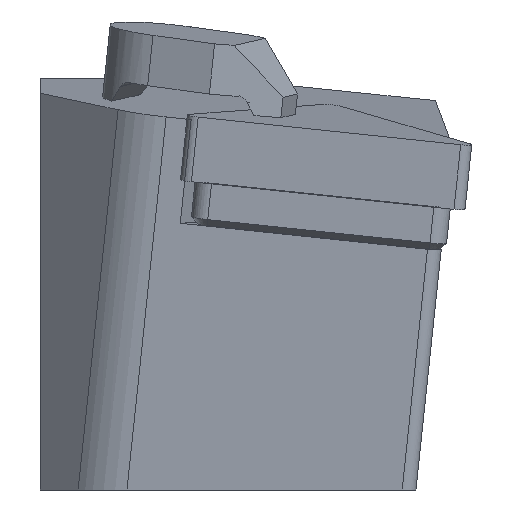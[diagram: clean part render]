
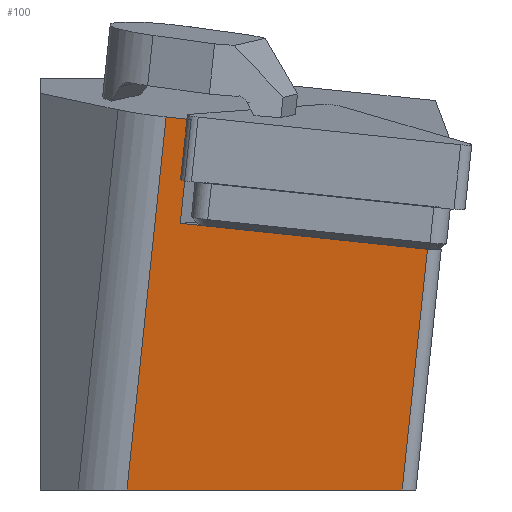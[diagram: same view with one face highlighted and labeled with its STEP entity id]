
A CAD part, left-side view. The second image highlights one B-rep face of the part: STEP entity #100.
In plain terms, the highlighted planar face has unit normal (-0.995, 0.011, -0.104).
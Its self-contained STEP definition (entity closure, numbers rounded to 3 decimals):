
#100=ADVANCED_FACE('',(#192),#153,.F.);
#153=PLANE('',#1052);
#192=FACE_OUTER_BOUND('',#245,.T.);
#245=EDGE_LOOP('',(#331,#332,#333,#334,#335,#336));
#331=ORIENTED_EDGE('',*,*,#704,.F.);
#332=ORIENTED_EDGE('',*,*,#705,.T.);
#333=ORIENTED_EDGE('',*,*,#694,.F.);
#334=ORIENTED_EDGE('',*,*,#706,.F.);
#335=ORIENTED_EDGE('',*,*,#707,.F.);
#336=ORIENTED_EDGE('',*,*,#702,.T.);
#594=VERTEX_POINT('',#1431);
#601=VERTEX_POINT('',#1445);
#606=VERTEX_POINT('',#1460);
#607=VERTEX_POINT('',#1462);
#608=VERTEX_POINT('',#1466);
#609=VERTEX_POINT('',#1469);
#694=EDGE_CURVE('',#601,#594,#834,.T.);
#702=EDGE_CURVE('',#607,#606,#841,.T.);
#704=EDGE_CURVE('',#608,#606,#842,.T.);
#705=EDGE_CURVE('',#608,#594,#843,.T.);
#706=EDGE_CURVE('',#609,#601,#844,.T.);
#707=EDGE_CURVE('',#607,#609,#845,.T.);
#834=LINE('',#1446,#946);
#841=LINE('',#1461,#953);
#842=LINE('',#1465,#954);
#843=LINE('',#1467,#955);
#844=LINE('',#1468,#956);
#845=LINE('',#1470,#957);
#946=VECTOR('',#1152,1.);
#953=VECTOR('',#1165,1.);
#954=VECTOR('',#1170,1.);
#955=VECTOR('',#1171,1.);
#956=VECTOR('',#1172,1.);
#957=VECTOR('',#1173,1.);
#1052=AXIS2_PLACEMENT_3D('',#1471,#1174,#1175);
#1152=DIRECTION('',(0.,-0.995,-0.105));
#1165=DIRECTION('',(-0.105,-0.104,0.989));
#1170=DIRECTION('',(0.,-0.995,-0.105));
#1171=DIRECTION('',(-0.105,-0.104,0.989));
#1172=DIRECTION('',(-0.105,-0.104,0.989));
#1173=DIRECTION('',(0.011,1.,0.));
#1174=DIRECTION('',(0.995,-0.011,0.104));
#1175=DIRECTION('',(0.104,0.,-0.995));
#1431=CARTESIAN_POINT('',(0.678,-10.989,1.977));
#1445=CARTESIAN_POINT('',(0.678,-9.173,2.168));
#1446=CARTESIAN_POINT('',(0.678,-28.994,0.084));
#1460=CARTESIAN_POINT('',(1.476,-28.199,-7.472));
#1461=CARTESIAN_POINT('',(5.873,-23.827,-49.073));
#1462=CARTESIAN_POINT('',(3.329,-26.357,-25.));
#1465=CARTESIAN_POINT('',(1.476,-28.199,-7.472));
#1466=CARTESIAN_POINT('',(1.476,-10.195,-5.58));
#1467=CARTESIAN_POINT('',(-6.74,-18.367,72.167));
#1468=CARTESIAN_POINT('',(5.873,-4.006,-46.989));
#1469=CARTESIAN_POINT('',(3.549,-6.317,-25.));
#1470=CARTESIAN_POINT('',(3.357,-23.799,-25.));
#1471=CARTESIAN_POINT('',(5.873,-23.827,-49.073));
